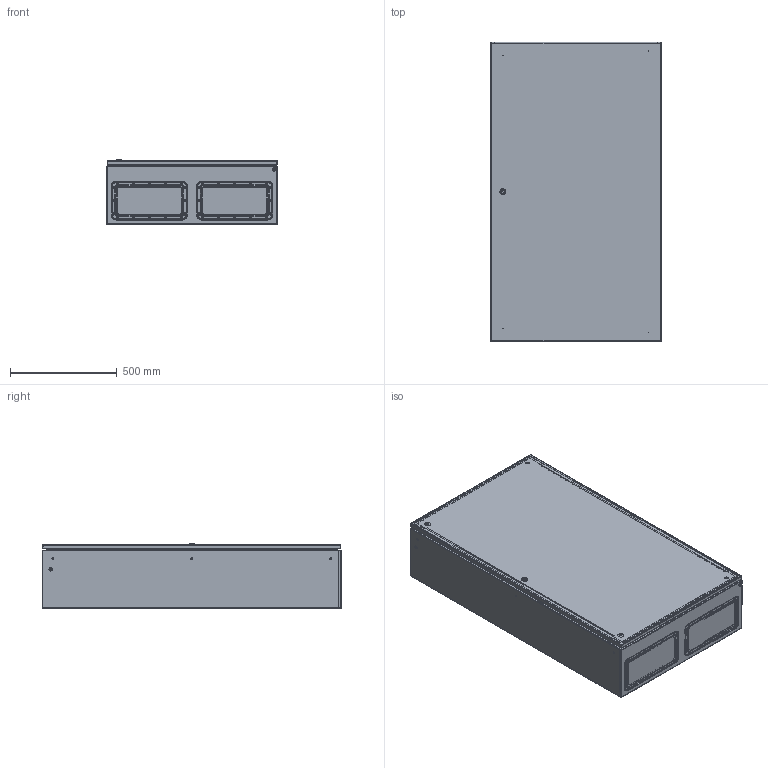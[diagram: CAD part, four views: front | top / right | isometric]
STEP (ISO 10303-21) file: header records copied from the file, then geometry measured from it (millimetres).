
FILE_DESCRIPTION (( 'STEP AP203' ), '1' );
FILE_NAME ('TI5-10-N-140-080-030-66 TITAN 5 Êîðïóñ ìåòàëëè÷åñêèé ÙÌÏ-140.80.30 ÓÕË1 IP66 IEK.STEP', '2023-09-25T06:05:55', ( '' ), ( '' ), 'SwSTEP 2.0', 'SolidWorks 2022', '' );
FILE_SCHEMA (( 'CONFIG_CONTROL_DESIGN' ));
Length unit declared in the file: millimetre
Products named in the file (33): IEK 720.001 Стойка_петли_1,5 мм зенковка; Пена полиуретановая RAKU-PUR 32-3250 (дверь)_1400х800; IEK 201.010 Кольцо 005-008-19-2-3; IEK 705.023-04 ОСЬ; Корпус_под 1,4 мм; Ригель_12х46 (30403147); Винт резьбовыдавливающий М4x8_-00; КИВА 139.04.01_350x175; IEK 720.001 Стойка_петли_зенковка 90; КИВА 139.01.00СБ_1400х800х300; КИВА 139.02.01_1400х800; КИВА 139.02.00СБ_1400х800; Гайка; Стойка петли + винт, кольцо, гайка_-00 (2мм); Замок MESAN 060-1-1-37_MESAN 060-1-1-37-02; Гайка фланцевая DIN 6923_М5; Стойка петли + винт, кольцо, гайка_-01 (1.5мм); КИВА 139.05.00СБ_1400х800х300; Шпилька CFA_М8х25; Гайка фланцевая DIN 6923_М8; TI5-10-N-140-080-030-66 TITAN 5 Корпус металлический ЩМП-140.80.30 УХЛ1 IP66 IEK; IEK 201.013 Заглушка D5.5; Шпилька CFA_М6х25; КИВА 139.00.01_1400х800; КИВА 139.03.01_1400х800; Опора CY1-26 MESAN (для круглой тяги); IEK 720.002 Петля дверная_1,5; КИВА 139.01.01_1400х800х300; IEK 201.013-01 Заглушка D8.0v3_10; Винт М5х12 ГОСТ 17475_Винт A.2.M5x14 ГОСТ 17475-80; 705.024 Колпачок; КИВА 139.02.02_06; Шпилька AFК_M8x16
Assembly tree (95 placements, depth 4):
  TI5-10-N-140-080-030-66 TITAN 5 Корпус металлический ЩМП-140.80.30 УХЛ1 IP66 IEK
    КИВА 139.01.00СБ_1400х800х300
      КИВА 139.05.00СБ_1400х800х300
        КИВА 139.01.01_1400х800х300
        Шпилька AFК_M8x16  x2
        Шпилька CFA_М6х25  x6
      КИВА 139.03.01_1400х800
      Стойка петли + винт, кольцо, гайка_-01 (1.5мм)  x2
        IEK 720.001 Стойка_петли_1,5 мм зенковка
        Винт М5х12 ГОСТ 17475_Винт A.2.M5x14 ГОСТ 17475-80
        Гайка фланцевая DIN 6923_М5
        IEK 201.010 Кольцо 005-008-19-2-3
      Стойка петли + винт, кольцо, гайка_-00 (2мм)
        IEK 720.001 Стойка_петли_зенковка 90
        Винт М5х12 ГОСТ 17475_Винт A.2.M5x14 ГОСТ 17475-80
        Гайка фланцевая DIN 6923_М5
        IEK 201.010 Кольцо 005-008-19-2-3
      Шпилька CFA_М8х25  x4
    КИВА 139.02.00СБ_1400х800
      КИВА 139.02.01_1400х800
      Замок MESAN 060-1-1-37_MESAN 060-1-1-37-02
        Корпус_под 1,4 мм
        Ригель_12х46 (30403147)
        Гайка  x2
      КИВА 139.02.02_06  x2
      Шпилька AFК_M8x16  x2
      Шпилька CFA_М6х25  x2
      Опора CY1-26 MESAN (для круглой тяги)  x2
      IEK 720.002 Петля дверная_1,5  x3
      Пена полиуретановая RAKU-PUR 32-3250 (дверь)_1400х800
    КИВА 139.00.01_1400х800
    IEK 201.013-01 Заглушка D8.0v3_10
    IEK 201.013 Заглушка D5.5  x3
    IEK 705.023-04 ОСЬ  x3
    705.024 Колпачок  x3
    Гайка фланцевая DIN 6923_М8  x4
    КИВА 139.04.01_350x175  x2
    Винт резьбовыдавливающий М4x8_-00  x32
Bounding box: 800 x 1402.8 x 304.2 mm (x, y, z)
Volume: 7934823 mm3; surface area: 10653745.9 mm2
Topology: 93 solids, 93 shells, 4276 faces, 10310 edges, 6651 vertices
Faces by surface type: plane 2778, cylinder 870, bspline 240, torus 181, cone 157, sphere 50
Full cylindrical faces by diameter (mm): 1 x20, 3 x36, 3.4 x48, 3.5 x3, 3.8 x3, 4 x41, 4.136 x2, 5 x5, 5.3 x3, 5.5 x38, 6 x6, 6.1 x2, 6.2 x2, 7 x4, 7.1 x4, 7.2 x3, 8 x26, 9.2 x3, 9.5 x4, 10 x36, 10.1 x3, 10.6 x1, 11.8 x3, 15 x1, 16 x5, 16.6 x1, 17.9 x4, 20 x1, 27.5 x2, 28 x1
Entity records: 90326 total; most frequent: CARTESIAN_POINT 20835, ORIENTED_EDGE 12888, DIRECTION 12703, EDGE_CURVE 6444, LINE 4945, VECTOR 4945, VERTEX_POINT 4177, AXIS2_PLACEMENT_3D 3879
